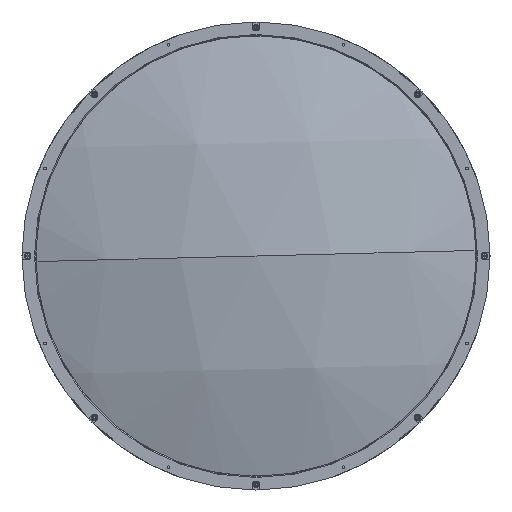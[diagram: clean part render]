
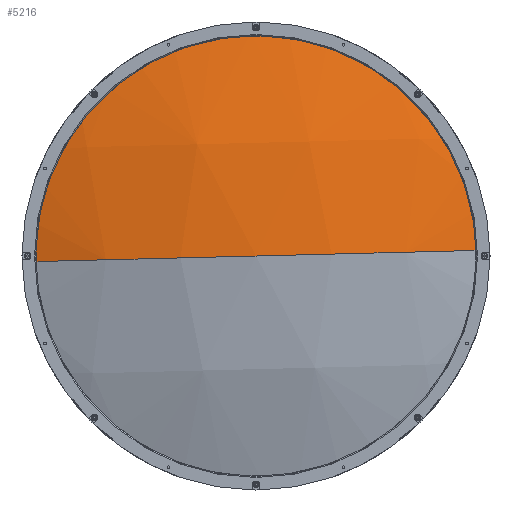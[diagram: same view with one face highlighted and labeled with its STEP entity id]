
A CAD part, left-side view. The second image highlights one B-rep face of the part: STEP entity #5216.
In plain terms, the highlighted spherical face has radius 625 mm.
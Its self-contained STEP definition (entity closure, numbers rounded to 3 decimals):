
#79 = CIRCLE ( 'NONE', #15133, 625. ) ;
#577 = CARTESIAN_POINT ( 'NONE',  ( 622., 0., 0. ) ) ;
#587 = ORIENTED_EDGE ( 'NONE', *, *, #12903, .F. ) ;
#1269 = AXIS2_PLACEMENT_3D ( 'NONE', #11818, #9352, #6212 ) ;
#1417 = CARTESIAN_POINT ( 'NONE',  ( -3., 0., 0. ) ) ;
#1626 = FACE_OUTER_BOUND ( 'NONE', #13321, .T. ) ;
#3085 = CIRCLE ( 'NONE', #6585, 205. ) ;
#3127 = VERTEX_POINT ( 'NONE', #1417 ) ;
#3529 = EDGE_CURVE ( 'NONE', #7265, #11520, #3085, .T. ) ;
#5216 = ADVANCED_FACE ( 'NONE', ( #1626 ), #7819, .T. ) ;
#6212 = DIRECTION ( 'NONE',  ( 0., -1., 0.025 ) ) ;
#6553 = DIRECTION ( 'NONE',  ( 0., 0.025, 1. ) ) ;
#6585 = AXIS2_PLACEMENT_3D ( 'NONE', #7631, #7597, #6553 ) ;
#7265 = VERTEX_POINT ( 'NONE', #13484 ) ;
#7597 = DIRECTION ( 'NONE',  ( -1., 0., 0. ) ) ;
#7631 = CARTESIAN_POINT ( 'NONE',  ( 31.576, 0., 0. ) ) ;
#7819 = SPHERICAL_SURFACE ( 'NONE', #1269, 625. ) ;
#7983 = CARTESIAN_POINT ( 'NONE',  ( 622., 0., 0. ) ) ;
#8637 = ORIENTED_EDGE ( 'NONE', *, *, #9331, .T. ) ;
#9331 = EDGE_CURVE ( 'NONE', #11520, #3127, #79, .T. ) ;
#9352 = DIRECTION ( 'NONE',  ( 0., 0.025, 1. ) ) ;
#9580 = CARTESIAN_POINT ( 'NONE',  ( 31.576, 204.935, -5.173 ) ) ;
#9815 = DIRECTION ( 'NONE',  ( 0., -1., 0.025 ) ) ;
#10311 = DIRECTION ( 'NONE',  ( 0., -0.025, -1. ) ) ;
#11045 = DIRECTION ( 'NONE',  ( 0., 0.025, 1. ) ) ;
#11520 = VERTEX_POINT ( 'NONE', #9580 ) ;
#11818 = CARTESIAN_POINT ( 'NONE',  ( 622., 0., 0. ) ) ;
#11852 = DIRECTION ( 'NONE',  ( 0., 1., -0.025 ) ) ;
#12479 = ORIENTED_EDGE ( 'NONE', *, *, #3529, .T. ) ;
#12903 = EDGE_CURVE ( 'NONE', #7265, #3127, #14771, .T. ) ;
#13321 = EDGE_LOOP ( 'NONE', ( #12479, #8637, #587 ) ) ;
#13484 = CARTESIAN_POINT ( 'NONE',  ( 31.576, -204.935, 5.173 ) ) ;
#14771 = CIRCLE ( 'NONE', #14899, 625. ) ;
#14899 = AXIS2_PLACEMENT_3D ( 'NONE', #7983, #10311, #11852 ) ;
#15133 = AXIS2_PLACEMENT_3D ( 'NONE', #577, #11045, #9815 ) ;
